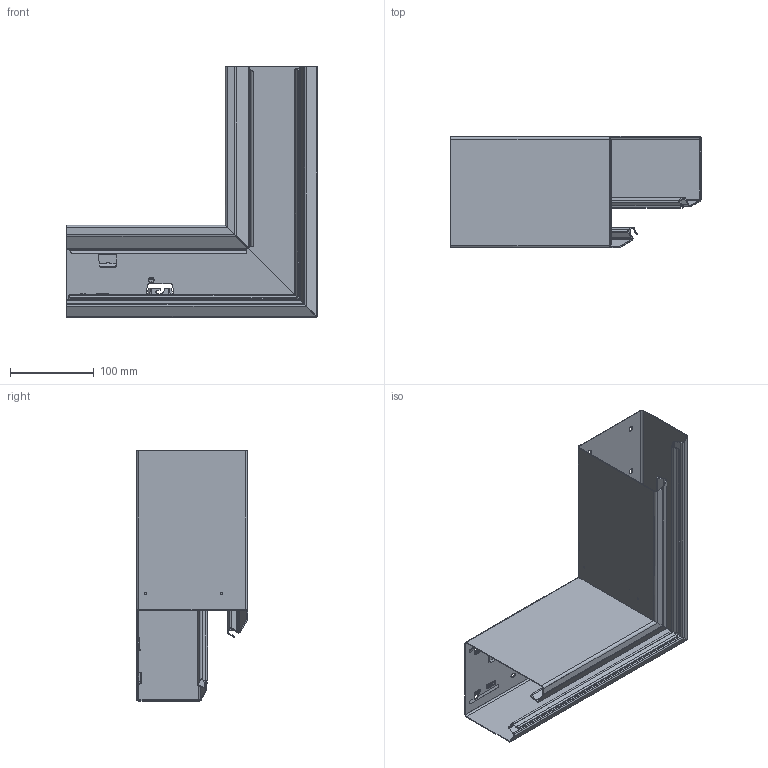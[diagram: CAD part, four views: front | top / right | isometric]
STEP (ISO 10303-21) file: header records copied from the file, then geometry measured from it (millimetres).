
FILE_DESCRIPTION (( 'STEP AP214' ), '1' );
FILE_NAME ('6282730.stp', '2016-06-20T06:20:14', ( '' ), ( '' ), 'SwSTEP 2.0', 'SolidWorks 2014', '' );
FILE_SCHEMA (( 'AUTOMOTIVE_DESIGN' ));
Length unit declared in the file: millimetre
Products named in the file (1): 6282730
Bounding box: 300 x 133 x 300 mm (x, y, z)
Volume: 198892.3 mm3; surface area: 401417.8 mm2
Topology: 1 solids, 1 shells, 641 faces, 1532 edges, 922 vertices
Faces by surface type: plane 358, cylinder 136, bspline 129, cone 18
Entity records: 25792 total; most frequent: CARTESIAN_POINT 11642, ORIENTED_EDGE 3064, DIRECTION 2292, EDGE_CURVE 1532, VERTEX_POINT 922, LINE 878, VECTOR 878, AXIS2_PLACEMENT_3D 707
